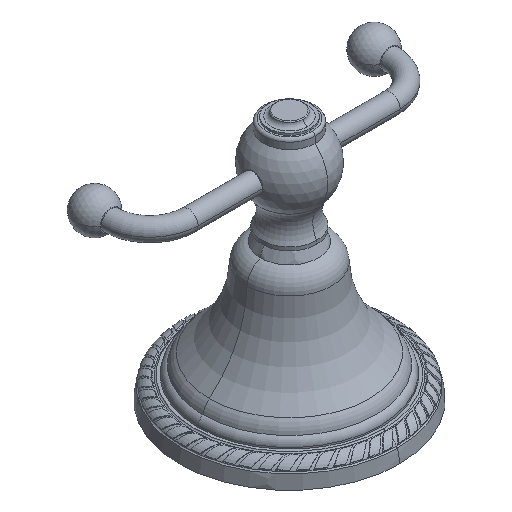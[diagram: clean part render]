
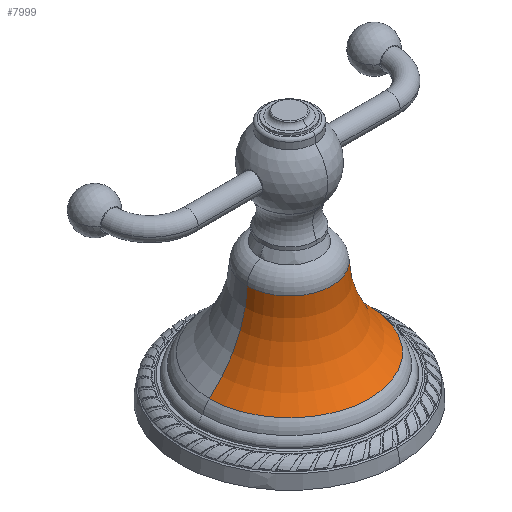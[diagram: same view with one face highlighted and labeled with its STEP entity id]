
A CAD part, isometric view. The second image highlights one B-rep face of the part: STEP entity #7999.
In plain terms, the highlighted toroidal (fillet/blend) face has major radius 49.384 mm and minor radius 35.56 mm.
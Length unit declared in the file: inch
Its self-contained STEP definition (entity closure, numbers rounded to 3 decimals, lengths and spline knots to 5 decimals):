
#2264=CARTESIAN_POINT('',(-1.94423,0.,1.59765));
#2265=DIRECTION('',(0.,-1.,0.));
#2266=DIRECTION('',(0.651,0.,-0.759));
#2267=AXIS2_PLACEMENT_3D('',#2264,#2265,#2266);
#2269=CARTESIAN_POINT('',(1.94423,0.,1.59765));
#2270=DIRECTION('',(0.,1.,0.));
#2271=DIRECTION('',(-0.651,0.,-0.759));
#2272=AXIS2_PLACEMENT_3D('',#2269,#2270,#2271);
#2274=CARTESIAN_POINT('',(0.,0.,0.535));
#2275=DIRECTION('',(0.,0.,1.));
#2276=DIRECTION('',(-1.,0.,0.));
#2277=AXIS2_PLACEMENT_3D('',#2274,#2275,#2276);
#2299=CARTESIAN_POINT('',(0.,0.,1.55136));
#2300=DIRECTION('',(0.,0.,1.));
#2301=DIRECTION('',(-1.,0.,0.));
#2302=AXIS2_PLACEMENT_3D('',#2299,#2300,#2301);
#6689=CARTESIAN_POINT('',(-1.03276,0.,0.535));
#6690=VERTEX_POINT('',#6689);
#6691=CARTESIAN_POINT('',(-0.545,0.,1.55136));
#6692=VERTEX_POINT('',#6691);
#6699=CARTESIAN_POINT('',(1.03276,0.,0.535));
#6700=VERTEX_POINT('',#6699);
#6701=CARTESIAN_POINT('',(0.545,0.,1.55136));
#6702=VERTEX_POINT('',#6701);
#7985=CARTESIAN_POINT('',(0.,0.,1.59765));
#7986=DIRECTION('',(0.,0.,-1.));
#7987=DIRECTION('',(1.,0.,0.));
#7988=AXIS2_PLACEMENT_3D('',#7985,#7986,#7987);
#7989=TOROIDAL_SURFACE('',#7988,1.94423,1.4);
#7991=ORIENTED_EDGE('',*,*,#7990,.T.);
#7993=ORIENTED_EDGE('',*,*,#7992,.T.);
#7995=ORIENTED_EDGE('',*,*,#7994,.F.);
#7996=ORIENTED_EDGE('',*,*,#7978,.F.);
#7997=EDGE_LOOP('',(#7991,#7993,#7995,#7996));
#7998=FACE_OUTER_BOUND('',#7997,.F.);
#7999=ADVANCED_FACE('',(#7998),#7989,.F.);
#2268=CIRCLE('',#2267,1.4);
#2273=CIRCLE('',#2272,1.4);
#2278=CIRCLE('',#2277,1.03276);
#2303=CIRCLE('',#2302,0.545);
#7978=EDGE_CURVE('',#6690,#6700,#2278,.T.);
#7990=EDGE_CURVE('',#6690,#6692,#2268,.T.);
#7992=EDGE_CURVE('',#6692,#6702,#2303,.T.);
#7994=EDGE_CURVE('',#6700,#6702,#2273,.T.);
